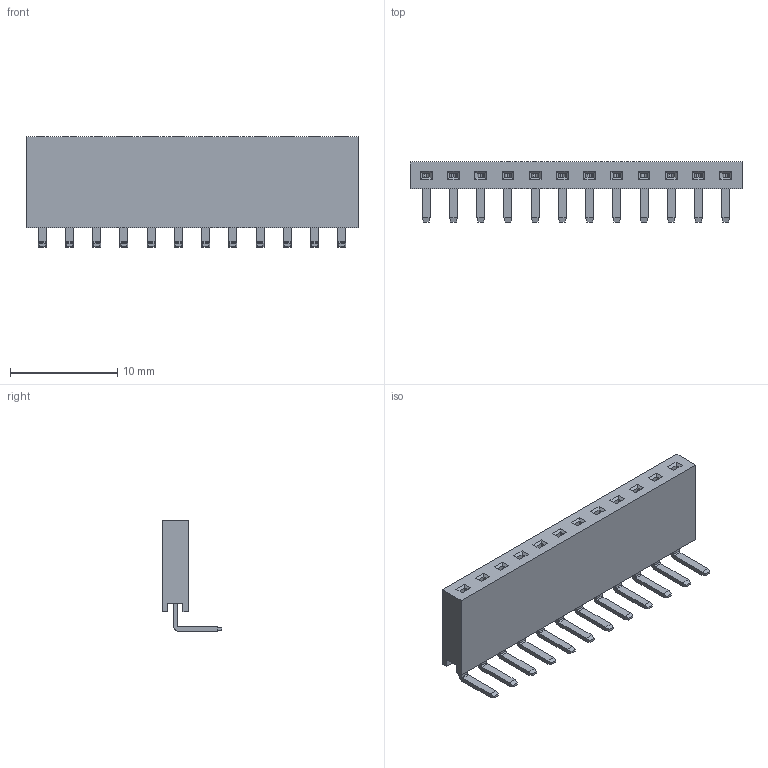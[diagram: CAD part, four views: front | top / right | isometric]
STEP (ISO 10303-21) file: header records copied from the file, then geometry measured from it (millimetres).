
FILE_DESCRIPTION( ( 'Unknown' ), '1' );
FILE_NAME( '613012143121.stp', 'Unknown', ( 'Unknown' ), ( 'Unknown' ), 'PSStep 14.0', 'Unknown', ' ' );
FILE_SCHEMA( ( 'AUTOMOTIVE_DESIGN { 1 0 10303 214 1 1 1 1 }' ) );
Length unit declared in the file: millimetre
Products named in the file (3): Assem1; 61301211821; 6130xx143121_PIN
Assembly tree (13 placements, depth 2):
  Assem1
    61301211821
    6130xx143121_PIN  x12
Bounding box: 30.98 x 5.59 x 10.3 mm (x, y, z)
Volume: 608.9 mm3; surface area: 1653.3 mm2
Topology: 13 solids, 13 shells, 526 faces, 1404 edges, 904 vertices
Faces by surface type: plane 454, cylinder 48, extrusion 24
Entity records: 7249 total; most frequent: CARTESIAN_POINT 1030, ORIENTED_EDGE 982, DIRECTION 891, EDGE_CURVE 491, VECTOR 481, LINE 479, VERTEX_POINT 310, EDGE_LOOP 209
